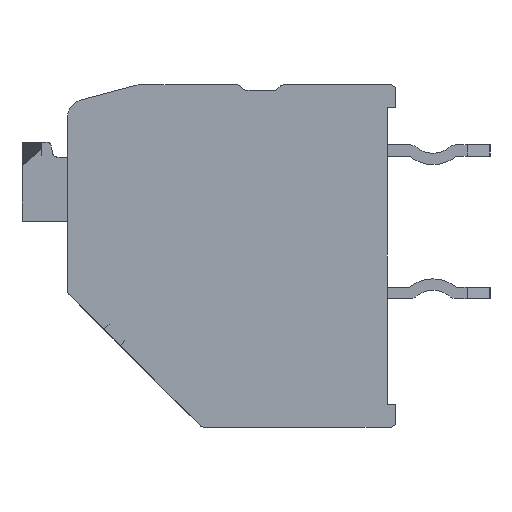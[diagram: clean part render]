
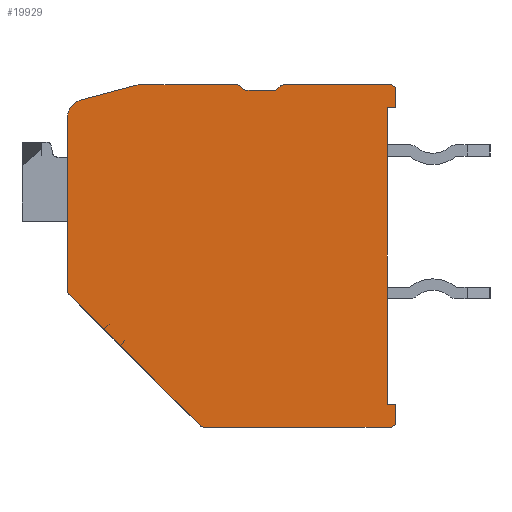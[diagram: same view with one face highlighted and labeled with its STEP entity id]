
A CAD part, left-side view. The second image highlights one B-rep face of the part: STEP entity #19929.
In plain terms, the highlighted planar face has unit normal (-1, 0, 0).
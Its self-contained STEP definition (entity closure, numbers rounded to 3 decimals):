
#6432=CARTESIAN_POINT('',(-56.,5.15,4.883));
#6433=DIRECTION('',(1.,0.,0.));
#6434=DIRECTION('',(0.,1.,0.));
#6435=AXIS2_PLACEMENT_3D('',#6432,#6433,#6434);
#6437=DIRECTION('',(0.,-0.966,0.259));
#6438=VECTOR('',#6437,1.997);
#6439=CARTESIAN_POINT('',(-56.,5.305,5.463));
#6440=LINE('',#6439,#6438);
#6441=CARTESIAN_POINT('',(-56.,3.221,5.4));
#6442=DIRECTION('',(1.,0.,0.));
#6443=DIRECTION('',(0.,0.259,0.966));
#6444=AXIS2_PLACEMENT_3D('',#6441,#6442,#6443);
#6446=DIRECTION('',(0.,-1.,0.));
#6447=VECTOR('',#6446,3.388);
#6448=CARTESIAN_POINT('',(-56.,3.221,6.));
#6449=LINE('',#6448,#6447);
#6450=CARTESIAN_POINT('',(-56.,-0.167,5.8));
#6451=DIRECTION('',(1.,0.,0.));
#6452=DIRECTION('',(0.,0.,1.));
#6453=AXIS2_PLACEMENT_3D('',#6450,#6451,#6452);
#6455=DIRECTION('',(0.,-0.707,-0.707));
#6456=VECTOR('',#6455,0.117);
#6457=CARTESIAN_POINT('',(-56.,-0.309,5.941));
#6458=LINE('',#6457,#6456);
#6459=CARTESIAN_POINT('',(-56.,-0.533,6.));
#6460=DIRECTION('',(-1.,0.,0.));
#6461=DIRECTION('',(0.,0.707,-0.707));
#6462=AXIS2_PLACEMENT_3D('',#6459,#6460,#6461);
#6464=DIRECTION('',(0.,-1.,0.));
#6465=VECTOR('',#6464,0.934);
#6466=CARTESIAN_POINT('',(-56.,-0.533,5.8));
#6467=LINE('',#6466,#6465);
#6468=CARTESIAN_POINT('',(-56.,-1.467,6.));
#6469=DIRECTION('',(-1.,0.,0.));
#6470=DIRECTION('',(0.,0.,-1.));
#6471=AXIS2_PLACEMENT_3D('',#6468,#6469,#6470);
#6473=DIRECTION('',(0.,-0.707,0.707));
#6474=VECTOR('',#6473,0.117);
#6475=CARTESIAN_POINT('',(-56.,-1.609,5.859));
#6476=LINE('',#6475,#6474);
#6477=CARTESIAN_POINT('',(-56.,-1.833,5.8));
#6478=DIRECTION('',(1.,0.,0.));
#6479=DIRECTION('',(0.,0.707,0.707));
#6480=AXIS2_PLACEMENT_3D('',#6477,#6478,#6479);
#6482=DIRECTION('',(0.,-1.,0.));
#6483=VECTOR('',#6482,3.717);
#6484=CARTESIAN_POINT('',(-56.,-1.833,6.));
#6485=LINE('',#6484,#6483);
#6486=CARTESIAN_POINT('',(-56.,-5.55,5.8));
#6487=DIRECTION('',(1.,0.,0.));
#6488=DIRECTION('',(0.,0.,1.));
#6489=AXIS2_PLACEMENT_3D('',#6486,#6487,#6488);
#6491=DIRECTION('',(0.,0.,-1.));
#6492=VECTOR('',#6491,0.6);
#6493=CARTESIAN_POINT('',(-56.,-5.75,5.8));
#6494=LINE('',#6493,#6492);
#6495=DIRECTION('',(0.,1.,0.));
#6496=VECTOR('',#6495,0.3);
#6497=CARTESIAN_POINT('',(-56.,-5.75,5.2));
#6498=LINE('',#6497,#6496);
#6499=DIRECTION('',(0.,0.,-1.));
#6500=VECTOR('',#6499,10.4);
#6501=CARTESIAN_POINT('',(-56.,-5.45,5.2));
#6502=LINE('',#6501,#6500);
#6503=DIRECTION('',(0.,-1.,0.));
#6504=VECTOR('',#6503,0.3);
#6505=CARTESIAN_POINT('',(-56.,-5.45,-5.2));
#6506=LINE('',#6505,#6504);
#6507=DIRECTION('',(0.,0.,-1.));
#6508=VECTOR('',#6507,0.6);
#6509=CARTESIAN_POINT('',(-56.,-5.75,-5.2));
#6510=LINE('',#6509,#6508);
#6511=CARTESIAN_POINT('',(-56.,-5.55,-5.8));
#6512=DIRECTION('',(1.,0.,0.));
#6513=DIRECTION('',(0.,-1.,0.));
#6514=AXIS2_PLACEMENT_3D('',#6511,#6512,#6513);
#6516=DIRECTION('',(0.,1.,0.));
#6517=VECTOR('',#6516,6.515);
#6518=CARTESIAN_POINT('',(-56.,-5.55,-6.));
#6519=LINE('',#6518,#6517);
#6520=CARTESIAN_POINT('',(-56.,0.965,-5.8));
#6521=DIRECTION('',(1.,0.,0.));
#6522=DIRECTION('',(0.,0.,-1.));
#6523=AXIS2_PLACEMENT_3D('',#6520,#6521,#6522);
#6525=DIRECTION('',(0.,0.707,0.707));
#6526=VECTOR('',#6525,6.484);
#6527=CARTESIAN_POINT('',(-56.,1.107,-5.941));
#6528=LINE('',#6527,#6526);
#6529=CARTESIAN_POINT('',(-56.,5.55,-1.215));
#6530=DIRECTION('',(1.,0.,0.));
#6531=DIRECTION('',(0.,0.707,-0.707));
#6532=AXIS2_PLACEMENT_3D('',#6529,#6530,#6531);
#6534=DIRECTION('',(0.,0.,1.));
#6535=VECTOR('',#6534,6.098);
#6536=CARTESIAN_POINT('',(-56.,5.75,-1.215));
#6537=LINE('',#6536,#6535);
#8898=CARTESIAN_POINT('',(-56.,5.75,4.883));
#8899=CARTESIAN_POINT('',(-56.,5.305,5.463));
#8900=VERTEX_POINT('',#8898);
#8901=VERTEX_POINT('',#8899);
#8902=CARTESIAN_POINT('',(-56.,3.376,5.98));
#8903=VERTEX_POINT('',#8902);
#8904=CARTESIAN_POINT('',(-56.,3.221,6.));
#8905=VERTEX_POINT('',#8904);
#8906=CARTESIAN_POINT('',(-56.,-0.167,6.));
#8907=VERTEX_POINT('',#8906);
#8908=CARTESIAN_POINT('',(-56.,-0.309,5.941));
#8909=VERTEX_POINT('',#8908);
#8910=CARTESIAN_POINT('',(-56.,-0.391,5.859));
#8911=VERTEX_POINT('',#8910);
#8912=CARTESIAN_POINT('',(-56.,-0.533,5.8));
#8913=VERTEX_POINT('',#8912);
#8914=CARTESIAN_POINT('',(-56.,-1.467,5.8));
#8915=VERTEX_POINT('',#8914);
#8916=CARTESIAN_POINT('',(-56.,-1.609,5.859));
#8917=VERTEX_POINT('',#8916);
#8918=CARTESIAN_POINT('',(-56.,-1.691,5.941));
#8919=VERTEX_POINT('',#8918);
#8920=CARTESIAN_POINT('',(-56.,-1.833,6.));
#8921=VERTEX_POINT('',#8920);
#8922=CARTESIAN_POINT('',(-56.,-5.55,6.));
#8923=VERTEX_POINT('',#8922);
#8924=CARTESIAN_POINT('',(-56.,-5.75,5.8));
#8925=VERTEX_POINT('',#8924);
#8926=CARTESIAN_POINT('',(-56.,-5.75,5.2));
#8927=VERTEX_POINT('',#8926);
#8928=CARTESIAN_POINT('',(-56.,-5.45,5.2));
#8929=VERTEX_POINT('',#8928);
#8930=CARTESIAN_POINT('',(-56.,-5.45,-5.2));
#8931=VERTEX_POINT('',#8930);
#8932=CARTESIAN_POINT('',(-56.,-5.75,-5.2));
#8933=VERTEX_POINT('',#8932);
#8934=CARTESIAN_POINT('',(-56.,-5.75,-5.8));
#8935=VERTEX_POINT('',#8934);
#8936=CARTESIAN_POINT('',(-56.,-5.55,-6.));
#8937=VERTEX_POINT('',#8936);
#8938=CARTESIAN_POINT('',(-56.,0.965,-6.));
#8939=VERTEX_POINT('',#8938);
#8940=CARTESIAN_POINT('',(-56.,1.107,-5.941));
#8941=VERTEX_POINT('',#8940);
#8942=CARTESIAN_POINT('',(-56.,5.691,-1.357));
#8943=VERTEX_POINT('',#8942);
#8944=CARTESIAN_POINT('',(-56.,5.75,-1.215));
#8945=VERTEX_POINT('',#8944);
#19898=CARTESIAN_POINT('',(-56.,0.,0.));
#19899=DIRECTION('',(1.,0.,0.));
#19900=DIRECTION('',(0.,0.,-1.));
#19901=AXIS2_PLACEMENT_3D('',#19898,#19899,#19900);
#19902=PLANE('',#19901);
#19903=ORIENTED_EDGE('',*,*,#11406,.T.);
#19904=ORIENTED_EDGE('',*,*,#11421,.T.);
#19905=ORIENTED_EDGE('',*,*,#11435,.T.);
#19906=ORIENTED_EDGE('',*,*,#11449,.T.);
#19907=ORIENTED_EDGE('',*,*,#11463,.T.);
#19908=ORIENTED_EDGE('',*,*,#11477,.T.);
#19909=ORIENTED_EDGE('',*,*,#11491,.T.);
#19910=ORIENTED_EDGE('',*,*,#11505,.T.);
#19911=ORIENTED_EDGE('',*,*,#11519,.T.);
#19912=ORIENTED_EDGE('',*,*,#11533,.T.);
#19913=ORIENTED_EDGE('',*,*,#11547,.T.);
#19914=ORIENTED_EDGE('',*,*,#11561,.T.);
#19915=ORIENTED_EDGE('',*,*,#11575,.T.);
#19916=ORIENTED_EDGE('',*,*,#11589,.T.);
#19917=ORIENTED_EDGE('',*,*,#11603,.T.);
#19918=ORIENTED_EDGE('',*,*,#11617,.T.);
#19919=ORIENTED_EDGE('',*,*,#11791,.T.);
#19920=ORIENTED_EDGE('',*,*,#11805,.T.);
#19921=ORIENTED_EDGE('',*,*,#11819,.T.);
#19922=ORIENTED_EDGE('',*,*,#11833,.T.);
#19923=ORIENTED_EDGE('',*,*,#11847,.T.);
#19924=ORIENTED_EDGE('',*,*,#11870,.T.);
#19925=ORIENTED_EDGE('',*,*,#12461,.T.);
#19926=ORIENTED_EDGE('',*,*,#12620,.T.);
#19927=EDGE_LOOP('',(#19903,#19904,#19905,#19906,#19907,#19908,#19909,#19910,
#19911,#19912,#19913,#19914,#19915,#19916,#19917,#19918,#19919,#19920,#19921,
#19922,#19923,#19924,#19925,#19926));
#19928=FACE_OUTER_BOUND('',#19927,.F.);
#6436=CIRCLE('',#6435,0.6);
#6445=CIRCLE('',#6444,0.6);
#6454=CIRCLE('',#6453,0.2);
#6463=CIRCLE('',#6462,0.2);
#6472=CIRCLE('',#6471,0.2);
#6481=CIRCLE('',#6480,0.2);
#6490=CIRCLE('',#6489,0.2);
#6515=CIRCLE('',#6514,0.2);
#6524=CIRCLE('',#6523,0.2);
#6533=CIRCLE('',#6532,0.2);
#11406=EDGE_CURVE('',#8900,#8901,#6436,.T.);
#11421=EDGE_CURVE('',#8901,#8903,#6440,.T.);
#11435=EDGE_CURVE('',#8903,#8905,#6445,.T.);
#11449=EDGE_CURVE('',#8905,#8907,#6449,.T.);
#11463=EDGE_CURVE('',#8907,#8909,#6454,.T.);
#11477=EDGE_CURVE('',#8909,#8911,#6458,.T.);
#11491=EDGE_CURVE('',#8911,#8913,#6463,.T.);
#11505=EDGE_CURVE('',#8913,#8915,#6467,.T.);
#11519=EDGE_CURVE('',#8915,#8917,#6472,.T.);
#11533=EDGE_CURVE('',#8917,#8919,#6476,.T.);
#11547=EDGE_CURVE('',#8919,#8921,#6481,.T.);
#11561=EDGE_CURVE('',#8921,#8923,#6485,.T.);
#11575=EDGE_CURVE('',#8923,#8925,#6490,.T.);
#11589=EDGE_CURVE('',#8925,#8927,#6494,.T.);
#11603=EDGE_CURVE('',#8927,#8929,#6498,.T.);
#11617=EDGE_CURVE('',#8929,#8931,#6502,.T.);
#11791=EDGE_CURVE('',#8931,#8933,#6506,.T.);
#11805=EDGE_CURVE('',#8933,#8935,#6510,.T.);
#11819=EDGE_CURVE('',#8935,#8937,#6515,.T.);
#11833=EDGE_CURVE('',#8937,#8939,#6519,.T.);
#11847=EDGE_CURVE('',#8939,#8941,#6524,.T.);
#11870=EDGE_CURVE('',#8941,#8943,#6528,.T.);
#12461=EDGE_CURVE('',#8943,#8945,#6533,.T.);
#12620=EDGE_CURVE('',#8945,#8900,#6537,.T.);
#19929=ADVANCED_FACE('',(#19928),#19902,.F.);
